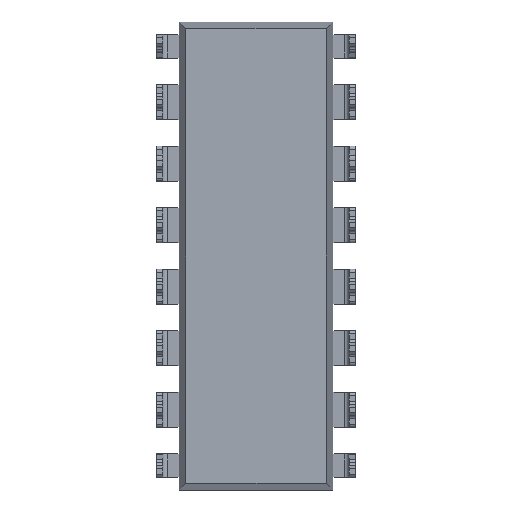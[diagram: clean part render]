
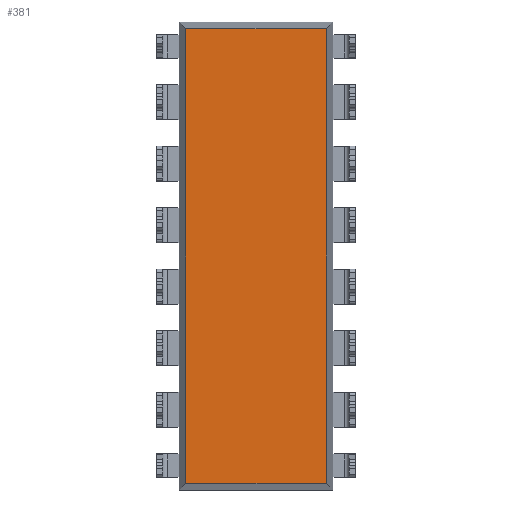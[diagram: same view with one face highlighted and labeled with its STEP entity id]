
A CAD part, front view. The second image highlights one B-rep face of the part: STEP entity #381.
In plain terms, the highlighted planar face has unit normal (0, -1, 0).
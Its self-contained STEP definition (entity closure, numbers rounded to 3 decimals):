
#381 = ADVANCED_FACE ( 'NONE', ( #9821 ), #385, .T. ) ;
#385 = PLANE ( 'NONE',  #883 ) ;
#481 = ORIENTED_EDGE ( 'NONE', *, *, #5698, .T. ) ;
#552 = ORIENTED_EDGE ( 'NONE', *, *, #8479, .T. ) ;
#813 = LINE ( 'NONE', #3371, #8042 ) ;
#828 = ORIENTED_EDGE ( 'NONE', *, *, #2132, .T. ) ;
#883 = AXIS2_PLACEMENT_3D ( 'NONE', #1239, #9563, #2126 ) ;
#1070 = DIRECTION ( 'NONE',  ( 1., 0., 0. ) ) ;
#1239 = CARTESIAN_POINT ( 'NONE',  ( 0., 0.508, 0. ) ) ;
#1483 = CARTESIAN_POINT ( 'NONE',  ( 9.368, 0.508, 2.891 ) ) ;
#1653 = DIRECTION ( 'NONE',  ( 0., 0., -1. ) ) ;
#2126 = DIRECTION ( 'NONE',  ( 0., 0., -1. ) ) ;
#2132 = EDGE_CURVE ( 'NONE', #4250, #5254, #5342, .T. ) ;
#2262 = CARTESIAN_POINT ( 'NONE',  ( 9.368, 0.508, -2.891 ) ) ;
#3371 = CARTESIAN_POINT ( 'NONE',  ( 9.368, 0.508, -3.175 ) ) ;
#3599 = VERTEX_POINT ( 'NONE', #2262 ) ;
#3682 = EDGE_LOOP ( 'NONE', ( #4289, #481, #552, #828 ) ) ;
#4134 = CARTESIAN_POINT ( 'NONE',  ( -9.368, 0.508, 3.175 ) ) ;
#4161 = DIRECTION ( 'NONE',  ( 0., 0., 1. ) ) ;
#4250 = VERTEX_POINT ( 'NONE', #6782 ) ;
#4289 = ORIENTED_EDGE ( 'NONE', *, *, #4994, .T. ) ;
#4426 = VERTEX_POINT ( 'NONE', #1483 ) ;
#4994 = EDGE_CURVE ( 'NONE', #5254, #3599, #7035, .T. ) ;
#5046 = LINE ( 'NONE', #7533, #5331 ) ;
#5254 = VERTEX_POINT ( 'NONE', #8772 ) ;
#5331 = VECTOR ( 'NONE', #8373, 1000. ) ;
#5342 = LINE ( 'NONE', #4134, #8600 ) ;
#5698 = EDGE_CURVE ( 'NONE', #3599, #4426, #813, .T. ) ;
#6782 = CARTESIAN_POINT ( 'NONE',  ( -9.368, 0.508, 2.891 ) ) ;
#7035 = LINE ( 'NONE', #9052, #10553 ) ;
#7533 = CARTESIAN_POINT ( 'NONE',  ( 9.652, 0.508, 2.891 ) ) ;
#8042 = VECTOR ( 'NONE', #4161, 1000. ) ;
#8373 = DIRECTION ( 'NONE',  ( -1., 0., 0. ) ) ;
#8479 = EDGE_CURVE ( 'NONE', #4426, #4250, #5046, .T. ) ;
#8600 = VECTOR ( 'NONE', #1653, 1000. ) ;
#8772 = CARTESIAN_POINT ( 'NONE',  ( -9.368, 0.508, -2.891 ) ) ;
#9052 = CARTESIAN_POINT ( 'NONE',  ( -9.652, 0.508, -2.891 ) ) ;
#9563 = DIRECTION ( 'NONE',  ( 0., -1., 0. ) ) ;
#9821 = FACE_OUTER_BOUND ( 'NONE', #3682, .T. ) ;
#10553 = VECTOR ( 'NONE', #1070, 1000. ) ;
